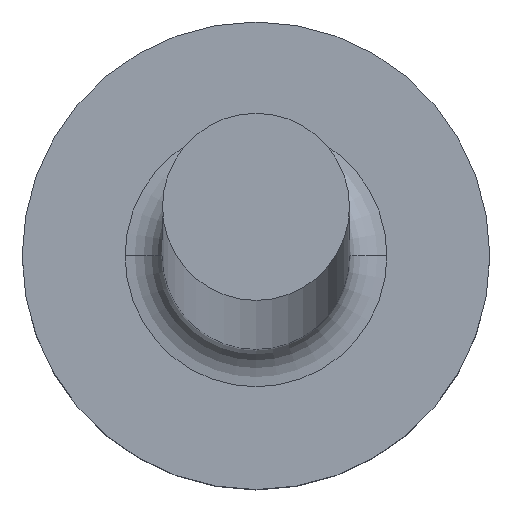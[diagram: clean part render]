
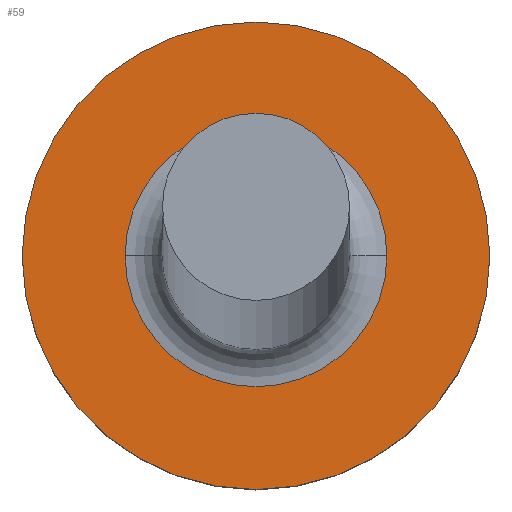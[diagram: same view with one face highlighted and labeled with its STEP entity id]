
A CAD part, top view. The second image highlights one B-rep face of the part: STEP entity #59.
In plain terms, the highlighted planar face has unit normal (0, 0, 1).
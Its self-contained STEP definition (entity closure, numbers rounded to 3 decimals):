
#4 = FACE_BOUND ( 'NONE', #58, .T. ) ;
#23 = CARTESIAN_POINT ( 'NONE',  ( 0., 0., 1.2 ) ) ;
#35 = AXIS2_PLACEMENT_3D ( 'NONE', #44, #250, #40 ) ;
#36 = CARTESIAN_POINT ( 'NONE',  ( 0.7, 0., 1.2 ) ) ;
#37 = EDGE_CURVE ( 'NONE', #265, #211, #301, .T. ) ;
#39 = DIRECTION ( 'NONE',  ( 1., 0., 0. ) ) ;
#40 = DIRECTION ( 'NONE',  ( 1., 0., 0. ) ) ;
#42 = CIRCLE ( 'NONE', #35, 1.25 ) ;
#44 = CARTESIAN_POINT ( 'NONE',  ( 0., 0., 1.2 ) ) ;
#48 = VERTEX_POINT ( 'NONE', #36 ) ;
#58 = EDGE_LOOP ( 'NONE', ( #103, #100 ) ) ;
#59 = ADVANCED_FACE ( 'NONE', ( #4, #188 ), #298, .T. ) ;
#60 = CIRCLE ( 'NONE', #239, 0.7 ) ;
#62 = DIRECTION ( 'NONE',  ( 1., 0., 0. ) ) ;
#64 = CARTESIAN_POINT ( 'NONE',  ( -0.7, 0., 1.2 ) ) ;
#89 = CARTESIAN_POINT ( 'NONE',  ( 0., 0., 1.2 ) ) ;
#100 = ORIENTED_EDGE ( 'NONE', *, *, #178, .T. ) ;
#102 = DIRECTION ( 'NONE',  ( 0., 0., 1. ) ) ;
#103 = ORIENTED_EDGE ( 'NONE', *, *, #190, .T. ) ;
#118 = AXIS2_PLACEMENT_3D ( 'NONE', #153, #102, #246 ) ;
#123 = AXIS2_PLACEMENT_3D ( 'NONE', #89, #270, #62 ) ;
#129 = ORIENTED_EDGE ( 'NONE', *, *, #259, .T. ) ;
#135 = DIRECTION ( 'NONE',  ( 0., 0., -1. ) ) ;
#138 = CARTESIAN_POINT ( 'NONE',  ( -1.25, 0., 1.2 ) ) ;
#141 = VERTEX_POINT ( 'NONE', #64 ) ;
#146 = CIRCLE ( 'NONE', #296, 0.7 ) ;
#153 = CARTESIAN_POINT ( 'NONE',  ( 0., 0., 1.2 ) ) ;
#178 = EDGE_CURVE ( 'NONE', #141, #48, #60, .T. ) ;
#181 = CARTESIAN_POINT ( 'NONE',  ( 1.25, 0., 1.2 ) ) ;
#188 = FACE_OUTER_BOUND ( 'NONE', #248, .T. ) ;
#190 = EDGE_CURVE ( 'NONE', #48, #141, #146, .T. ) ;
#191 = ORIENTED_EDGE ( 'NONE', *, *, #37, .T. ) ;
#205 = CARTESIAN_POINT ( 'NONE',  ( 0., 0., 1.2 ) ) ;
#211 = VERTEX_POINT ( 'NONE', #181 ) ;
#239 = AXIS2_PLACEMENT_3D ( 'NONE', #23, #253, #39 ) ;
#246 = DIRECTION ( 'NONE',  ( 1., 0., 0. ) ) ;
#248 = EDGE_LOOP ( 'NONE', ( #191, #129 ) ) ;
#250 = DIRECTION ( 'NONE',  ( 0., 0., 1. ) ) ;
#253 = DIRECTION ( 'NONE',  ( 0., 0., -1. ) ) ;
#259 = EDGE_CURVE ( 'NONE', #211, #265, #42, .T. ) ;
#265 = VERTEX_POINT ( 'NONE', #138 ) ;
#270 = DIRECTION ( 'NONE',  ( 0., 0., 1. ) ) ;
#296 = AXIS2_PLACEMENT_3D ( 'NONE', #205, #135, #304 ) ;
#298 = PLANE ( 'NONE',  #123 ) ;
#301 = CIRCLE ( 'NONE', #118, 1.25 ) ;
#304 = DIRECTION ( 'NONE',  ( 1., 0., 0. ) ) ;
